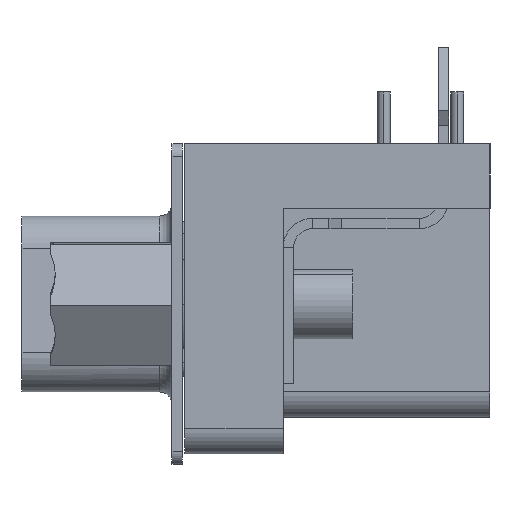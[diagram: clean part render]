
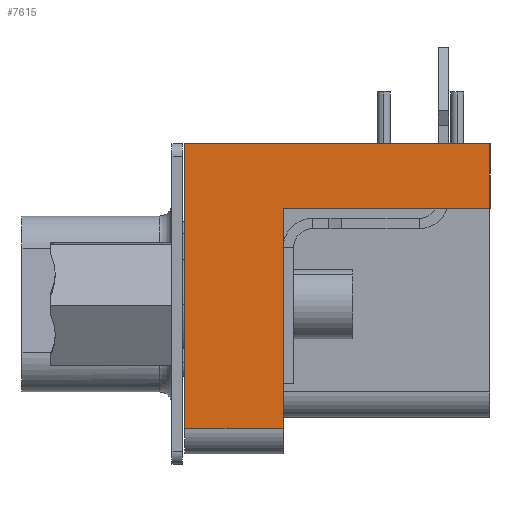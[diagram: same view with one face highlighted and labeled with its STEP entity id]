
A CAD part, left-side view. The second image highlights one B-rep face of the part: STEP entity #7615.
In plain terms, the highlighted planar face has unit normal (-1, 0, 0).
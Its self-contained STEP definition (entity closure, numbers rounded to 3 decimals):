
#38 = DIRECTION ( 'NONE',  ( 0., -1., 0. ) ) ;
#280 = EDGE_LOOP ( 'NONE', ( #7111, #4082, #3762, #8098, #2847, #6008 ) ) ;
#454 = VERTEX_POINT ( 'NONE', #6238 ) ;
#688 = DIRECTION ( 'NONE',  ( 0., 0., -1. ) ) ;
#775 = PLANE ( 'NONE',  #6885 ) ;
#811 = DIRECTION ( 'NONE',  ( 1., 0., 0. ) ) ;
#821 = EDGE_CURVE ( 'NONE', #3343, #454, #7268, .T. ) ;
#860 = VECTOR ( 'NONE', #38, 1000. ) ;
#971 = CARTESIAN_POINT ( 'NONE',  ( -15.25, 0., 6. ) ) ;
#1413 = CARTESIAN_POINT ( 'NONE',  ( -15.25, 18., -6. ) ) ;
#1477 = EDGE_CURVE ( 'NONE', #5599, #8112, #6280, .T. ) ;
#1501 = DIRECTION ( 'NONE',  ( 0., -1., 0. ) ) ;
#1901 = CARTESIAN_POINT ( 'NONE',  ( -15.25, 18., -5. ) ) ;
#2199 = CARTESIAN_POINT ( 'NONE',  ( -15.25, 0., -6. ) ) ;
#2842 = VECTOR ( 'NONE', #4226, 1000. ) ;
#2847 = ORIENTED_EDGE ( 'NONE', *, *, #4825, .T. ) ;
#3034 = VERTEX_POINT ( 'NONE', #971 ) ;
#3343 = VERTEX_POINT ( 'NONE', #7307 ) ;
#3604 = CARTESIAN_POINT ( 'NONE',  ( -15.25, 11.8, -5. ) ) ;
#3762 = ORIENTED_EDGE ( 'NONE', *, *, #5298, .F. ) ;
#4082 = ORIENTED_EDGE ( 'NONE', *, *, #6067, .T. ) ;
#4189 = CARTESIAN_POINT ( 'NONE',  ( -15.25, 8., -5. ) ) ;
#4226 = DIRECTION ( 'NONE',  ( 0., 0., 1. ) ) ;
#4693 = LINE ( 'NONE', #2199, #2842 ) ;
#4723 = CARTESIAN_POINT ( 'NONE',  ( -15.25, 8., 3.5 ) ) ;
#4736 = CARTESIAN_POINT ( 'NONE',  ( -15.25, 11.8, -6. ) ) ;
#4803 = FACE_OUTER_BOUND ( 'NONE', #280, .T. ) ;
#4825 = EDGE_CURVE ( 'NONE', #454, #3034, #4693, .T. ) ;
#5169 = EDGE_CURVE ( 'NONE', #8112, #3034, #5741, .T. ) ;
#5270 = CARTESIAN_POINT ( 'NONE',  ( -15.25, 18., 6. ) ) ;
#5298 = EDGE_CURVE ( 'NONE', #3343, #7800, #8298, .T. ) ;
#5388 = DIRECTION ( 'NONE',  ( 0., 0., -1. ) ) ;
#5453 = VECTOR ( 'NONE', #7879, 1000. ) ;
#5550 = LINE ( 'NONE', #1901, #6578 ) ;
#5599 = VERTEX_POINT ( 'NONE', #3604 ) ;
#5741 = LINE ( 'NONE', #5270, #860 ) ;
#6008 = ORIENTED_EDGE ( 'NONE', *, *, #5169, .F. ) ;
#6067 = EDGE_CURVE ( 'NONE', #5599, #7800, #5550, .T. ) ;
#6238 = CARTESIAN_POINT ( 'NONE',  ( -15.25, 0., 3.5 ) ) ;
#6280 = LINE ( 'NONE', #4736, #5453 ) ;
#6369 = VECTOR ( 'NONE', #5388, 1000. ) ;
#6578 = VECTOR ( 'NONE', #1501, 1000. ) ;
#6617 = CARTESIAN_POINT ( 'NONE',  ( -15.25, 8., -6. ) ) ;
#6885 = AXIS2_PLACEMENT_3D ( 'NONE', #1413, #811, #688 ) ;
#7111 = ORIENTED_EDGE ( 'NONE', *, *, #1477, .F. ) ;
#7164 = VECTOR ( 'NONE', #7947, 1000. ) ;
#7209 = CARTESIAN_POINT ( 'NONE',  ( -15.25, 11.8, 6. ) ) ;
#7268 = LINE ( 'NONE', #4723, #7164 ) ;
#7307 = CARTESIAN_POINT ( 'NONE',  ( -15.25, 8., 3.5 ) ) ;
#7615 = ADVANCED_FACE ( 'NONE', ( #4803 ), #775, .F. ) ;
#7800 = VERTEX_POINT ( 'NONE', #4189 ) ;
#7879 = DIRECTION ( 'NONE',  ( 0., 0., 1. ) ) ;
#7947 = DIRECTION ( 'NONE',  ( 0., -1., 0. ) ) ;
#8098 = ORIENTED_EDGE ( 'NONE', *, *, #821, .T. ) ;
#8112 = VERTEX_POINT ( 'NONE', #7209 ) ;
#8298 = LINE ( 'NONE', #6617, #6369 ) ;
